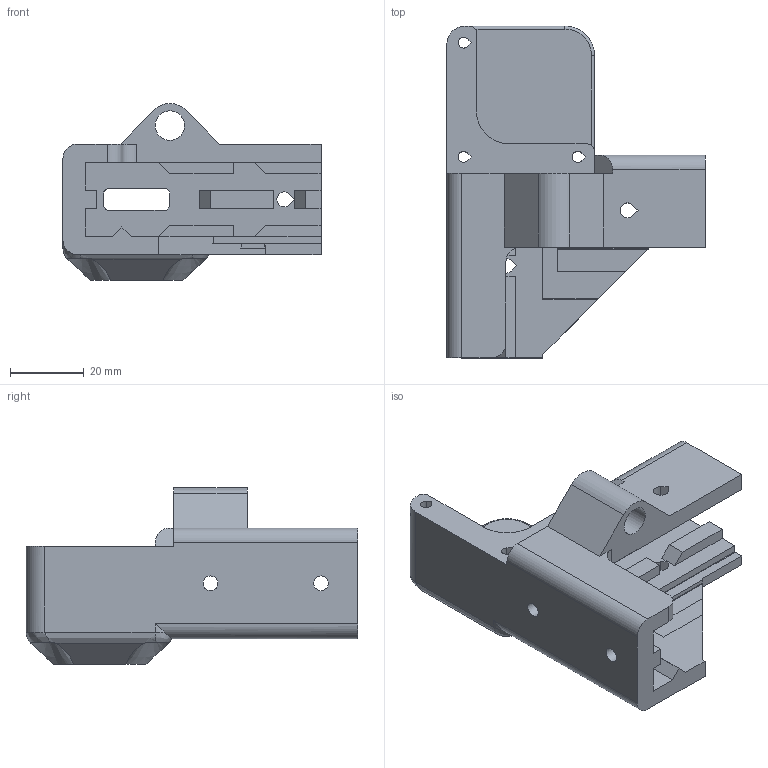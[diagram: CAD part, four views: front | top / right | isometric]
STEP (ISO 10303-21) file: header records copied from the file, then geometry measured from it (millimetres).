
FILE_DESCRIPTION(('FreeCAD Model'),'2;1');
FILE_NAME('LBackCorner.step','2016-05-13T12:37:25',('Author'),(''), 'Open CASCADE STEP processor 6.8','FreeCAD','Unknown');
FILE_SCHEMA(('AUTOMOTIVE_DESIGN_CC2 { 1 2 10303 214 -1 1 5 4 }'));
Length unit declared in the file: millimetre
Products named in the file (2): ASSEMBLY; LBackCorner
Assembly tree (1 placements, depth 2):
  ASSEMBLY
    LBackCorner
Bounding box: 70 x 90 x 47.98 mm (x, y, z)
Volume: 58481.9 mm3; surface area: 24108.9 mm2
Topology: 1 solids, 1 shells, 163 faces, 461 edges, 299 vertices
Faces by surface type: plane 106, cylinder 32, bspline 18, sphere 4, cone 3
Full cylindrical faces by diameter (mm): 4 x2, 8 x1
Entity records: 21990 total; most frequent: CARTESIAN_POINT 13146, DIRECTION 1500, LINE 1043, VECTOR 1043, ORIENTED_EDGE 924, PCURVE 922, DEFINITIONAL_REPRESENTATION 922, EDGE_CURVE 461
